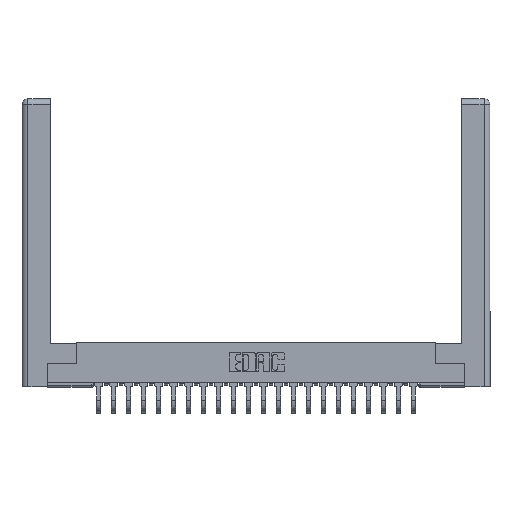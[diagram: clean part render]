
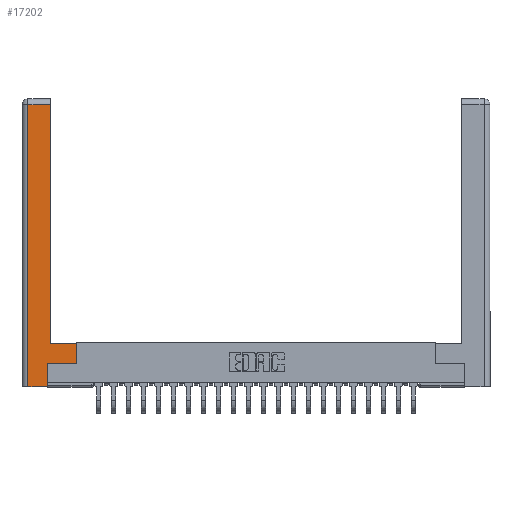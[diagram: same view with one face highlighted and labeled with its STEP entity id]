
A CAD part, top view. The second image highlights one B-rep face of the part: STEP entity #17202.
In plain terms, the highlighted planar face has unit normal (0, 0, 1).
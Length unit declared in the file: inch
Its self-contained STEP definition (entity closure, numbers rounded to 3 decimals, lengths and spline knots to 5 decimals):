
#44 = EDGE_CURVE ( 'NONE', #6552, #13950, #6215, .T. ) ;
#429 = EDGE_CURVE ( 'NONE', #15399, #9015, #10102, .T. ) ;
#810 = LINE ( 'NONE', #13837, #21413 ) ;
#999 = ORIENTED_EDGE ( 'NONE', *, *, #18430, .T. ) ;
#1093 = ORIENTED_EDGE ( 'NONE', *, *, #6981, .T. ) ;
#2106 = VECTOR ( 'NONE', #15820, 39.37008 ) ;
#2547 = CARTESIAN_POINT ( 'NONE',  ( 0.0615, 2.94, 0. ) ) ;
#2802 = EDGE_LOOP ( 'NONE', ( #1093, #4506, #17479, #20478, #999, #6360, #17097, #13196 ) ) ;
#2853 = VECTOR ( 'NONE', #19242, 39.37008 ) ;
#3340 = LINE ( 'NONE', #10753, #22385 ) ;
#3570 = DIRECTION ( 'NONE',  ( 0., 1., 0. ) ) ;
#4269 = CARTESIAN_POINT ( 'NONE',  ( 0.295, 0.45, 0. ) ) ;
#4506 = ORIENTED_EDGE ( 'NONE', *, *, #429, .T. ) ;
#4815 = CARTESIAN_POINT ( 'NONE',  ( 0.295, 2.94, 0. ) ) ;
#5497 = LINE ( 'NONE', #14739, #20364 ) ;
#6215 = LINE ( 'NONE', #4269, #2853 ) ;
#6339 = CARTESIAN_POINT ( 'NONE',  ( 0.265, 0., 0. ) ) ;
#6360 = ORIENTED_EDGE ( 'NONE', *, *, #20673, .T. ) ;
#6552 = VERTEX_POINT ( 'NONE', #16371 ) ;
#6981 = EDGE_CURVE ( 'NONE', #13950, #15399, #22919, .T. ) ;
#7357 = CARTESIAN_POINT ( 'NONE',  ( 0.565, 0.245, 0. ) ) ;
#7589 = EDGE_CURVE ( 'NONE', #9015, #10930, #810, .T. ) ;
#8231 = DIRECTION ( 'NONE',  ( 0., -1., 0. ) ) ;
#8401 = CARTESIAN_POINT ( 'NONE',  ( 0.265, 0.245, 0. ) ) ;
#8669 = VERTEX_POINT ( 'NONE', #8401 ) ;
#9015 = VERTEX_POINT ( 'NONE', #21189 ) ;
#9252 = PLANE ( 'NONE',  #12887 ) ;
#9493 = DIRECTION ( 'NONE',  ( 0., 1., 0. ) ) ;
#10102 = LINE ( 'NONE', #2547, #2106 ) ;
#10541 = LINE ( 'NONE', #7357, #18485 ) ;
#10753 = CARTESIAN_POINT ( 'NONE',  ( 0.565, 0.45, 0. ) ) ;
#10930 = VERTEX_POINT ( 'NONE', #14665 ) ;
#11519 = EDGE_CURVE ( 'NONE', #16859, #6552, #3340, .T. ) ;
#12402 = DIRECTION ( 'NONE',  ( 1., 0., 0. ) ) ;
#12887 = AXIS2_PLACEMENT_3D ( 'NONE', #16683, #20476, #22295 ) ;
#12890 = FACE_OUTER_BOUND ( 'NONE', #2802, .T. ) ;
#13056 = DIRECTION ( 'NONE',  ( 1., 0., 0. ) ) ;
#13196 = ORIENTED_EDGE ( 'NONE', *, *, #44, .T. ) ;
#13837 = CARTESIAN_POINT ( 'NONE',  ( 0.0615, 0., 0. ) ) ;
#13950 = VERTEX_POINT ( 'NONE', #14679 ) ;
#14572 = CARTESIAN_POINT ( 'NONE',  ( 0.265, 0., 0. ) ) ;
#14665 = CARTESIAN_POINT ( 'NONE',  ( 0.0615, 0., 0. ) ) ;
#14679 = CARTESIAN_POINT ( 'NONE',  ( 0.295, 0.45, 0. ) ) ;
#14739 = CARTESIAN_POINT ( 'NONE',  ( 0.265, 0.245, 0. ) ) ;
#15399 = VERTEX_POINT ( 'NONE', #4815 ) ;
#15820 = DIRECTION ( 'NONE',  ( -1., 0., 0. ) ) ;
#16121 = VECTOR ( 'NONE', #12402, 39.37008 ) ;
#16371 = CARTESIAN_POINT ( 'NONE',  ( 0.565, 0.45, 0. ) ) ;
#16683 = CARTESIAN_POINT ( 'NONE',  ( 0., 0., 0. ) ) ;
#16859 = VERTEX_POINT ( 'NONE', #21108 ) ;
#17097 = ORIENTED_EDGE ( 'NONE', *, *, #11519, .T. ) ;
#17202 = ADVANCED_FACE ( 'NONE', ( #12890 ), #9252, .F. ) ;
#17479 = ORIENTED_EDGE ( 'NONE', *, *, #7589, .T. ) ;
#18430 = EDGE_CURVE ( 'NONE', #19714, #8669, #5497, .T. ) ;
#18485 = VECTOR ( 'NONE', #13056, 39.37008 ) ;
#19242 = DIRECTION ( 'NONE',  ( -1., 0., 0. ) ) ;
#19362 = CARTESIAN_POINT ( 'NONE',  ( 0.295, 3., 0. ) ) ;
#19714 = VERTEX_POINT ( 'NONE', #6339 ) ;
#20364 = VECTOR ( 'NONE', #9493, 39.37008 ) ;
#20476 = DIRECTION ( 'NONE',  ( 0., 0., -1. ) ) ;
#20478 = ORIENTED_EDGE ( 'NONE', *, *, #21348, .T. ) ;
#20673 = EDGE_CURVE ( 'NONE', #8669, #16859, #10541, .T. ) ;
#21108 = CARTESIAN_POINT ( 'NONE',  ( 0.565, 0.245, 0. ) ) ;
#21189 = CARTESIAN_POINT ( 'NONE',  ( 0.0615, 2.94, 0. ) ) ;
#21197 = DIRECTION ( 'NONE',  ( 0., 1., 0. ) ) ;
#21348 = EDGE_CURVE ( 'NONE', #10930, #19714, #22139, .T. ) ;
#21413 = VECTOR ( 'NONE', #8231, 39.37008 ) ;
#22139 = LINE ( 'NONE', #14572, #16121 ) ;
#22161 = VECTOR ( 'NONE', #21197, 39.37008 ) ;
#22295 = DIRECTION ( 'NONE',  ( -1., 0., 0. ) ) ;
#22385 = VECTOR ( 'NONE', #3570, 39.37008 ) ;
#22919 = LINE ( 'NONE', #19362, #22161 ) ;
